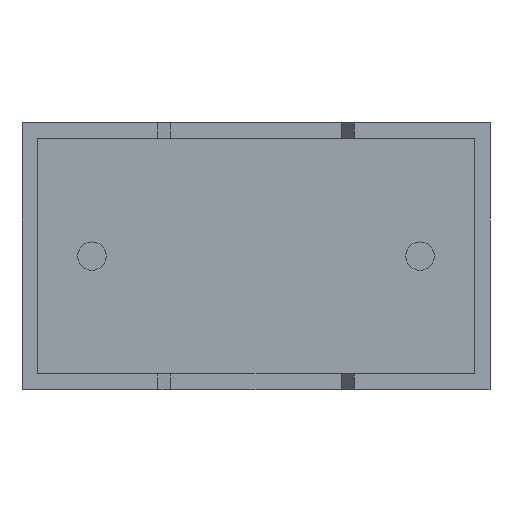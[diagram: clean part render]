
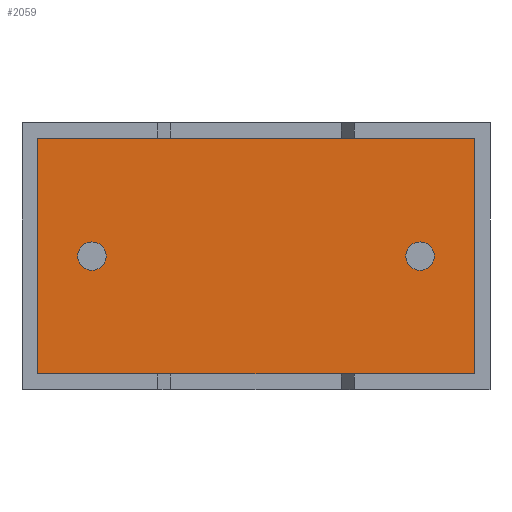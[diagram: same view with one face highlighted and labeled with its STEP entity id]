
A CAD part, front view. The second image highlights one B-rep face of the part: STEP entity #2059.
In plain terms, the highlighted planar face has unit normal (0, -1, 0).
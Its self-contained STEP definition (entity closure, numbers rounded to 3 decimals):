
#23 = CARTESIAN_POINT ( 'NONE',  ( 9.1, 0.75, 3.05 ) ) ;
#72 = FACE_BOUND ( 'NONE', #506, .T. ) ;
#100 = CARTESIAN_POINT ( 'NONE',  ( 0., 0.75, 0. ) ) ;
#117 = CIRCLE ( 'NONE', #531, 0.325 ) ;
#134 = EDGE_CURVE ( 'NONE', #2500, #367, #449, .T. ) ;
#150 = LINE ( 'NONE', #1096, #1207 ) ;
#299 = FACE_OUTER_BOUND ( 'NONE', #2949, .T. ) ;
#367 = VERTEX_POINT ( 'NONE', #1290 ) ;
#377 = AXIS2_PLACEMENT_3D ( 'NONE', #1755, #2724, #1979 ) ;
#390 = DIRECTION ( 'NONE',  ( 0., 0., -1. ) ) ;
#449 = LINE ( 'NONE', #2780, #1580 ) ;
#506 = EDGE_LOOP ( 'NONE', ( #1581, #586 ) ) ;
#531 = AXIS2_PLACEMENT_3D ( 'NONE', #23, #1910, #536 ) ;
#536 = DIRECTION ( 'NONE',  ( 0., 0., -1. ) ) ;
#586 = ORIENTED_EDGE ( 'NONE', *, *, #2473, .F. ) ;
#644 = CARTESIAN_POINT ( 'NONE',  ( 9.1, 0.75, 2.725 ) ) ;
#678 = LINE ( 'NONE', #888, #1256 ) ;
#688 = DIRECTION ( 'NONE',  ( 0., 0., 1. ) ) ;
#720 = VERTEX_POINT ( 'NONE', #2270 ) ;
#743 = ORIENTED_EDGE ( 'NONE', *, *, #134, .T. ) ;
#772 = EDGE_CURVE ( 'NONE', #2086, #720, #678, .T. ) ;
#791 = DIRECTION ( 'NONE',  ( -1., 0., 0. ) ) ;
#888 = CARTESIAN_POINT ( 'NONE',  ( 0.357, 0.75, 5.743 ) ) ;
#920 = DIRECTION ( 'NONE',  ( 0., 0., -1. ) ) ;
#979 = EDGE_LOOP ( 'NONE', ( #1994, #1789 ) ) ;
#982 = DIRECTION ( 'NONE',  ( 1., 0., 0. ) ) ;
#1050 = CARTESIAN_POINT ( 'NONE',  ( 0.357, 0.75, 5.743 ) ) ;
#1096 = CARTESIAN_POINT ( 'NONE',  ( 10.343, 0.75, 5.743 ) ) ;
#1115 = AXIS2_PLACEMENT_3D ( 'NONE', #3019, #1604, #390 ) ;
#1127 = CARTESIAN_POINT ( 'NONE',  ( 1.6, 0.75, 3.375 ) ) ;
#1129 = DIRECTION ( 'NONE',  ( 0., 0., -1. ) ) ;
#1207 = VECTOR ( 'NONE', #791, 1000. ) ;
#1256 = VECTOR ( 'NONE', #1129, 1000. ) ;
#1271 = ORIENTED_EDGE ( 'NONE', *, *, #772, .T. ) ;
#1290 = CARTESIAN_POINT ( 'NONE',  ( 10.343, 0.75, 5.743 ) ) ;
#1298 = AXIS2_PLACEMENT_3D ( 'NONE', #2123, #2319, #920 ) ;
#1412 = CIRCLE ( 'NONE', #1115, 0.325 ) ;
#1457 = PLANE ( 'NONE',  #1848 ) ;
#1469 = EDGE_CURVE ( 'NONE', #1873, #1782, #2679, .T. ) ;
#1523 = VERTEX_POINT ( 'NONE', #2369 ) ;
#1580 = VECTOR ( 'NONE', #688, 1000. ) ;
#1581 = ORIENTED_EDGE ( 'NONE', *, *, #2549, .F. ) ;
#1604 = DIRECTION ( 'NONE',  ( 0., -1., 0. ) ) ;
#1692 = FACE_BOUND ( 'NONE', #979, .T. ) ;
#1708 = CIRCLE ( 'NONE', #377, 0.325 ) ;
#1736 = VERTEX_POINT ( 'NONE', #644 ) ;
#1755 = CARTESIAN_POINT ( 'NONE',  ( 9.1, 0.75, 3.05 ) ) ;
#1760 = DIRECTION ( 'NONE',  ( 0., 0., -1. ) ) ;
#1782 = VERTEX_POINT ( 'NONE', #2039 ) ;
#1789 = ORIENTED_EDGE ( 'NONE', *, *, #2577, .F. ) ;
#1792 = DIRECTION ( 'NONE',  ( 0., -1., 0. ) ) ;
#1848 = AXIS2_PLACEMENT_3D ( 'NONE', #100, #1792, #1760 ) ;
#1873 = VERTEX_POINT ( 'NONE', #1127 ) ;
#1910 = DIRECTION ( 'NONE',  ( 0., -1., 0. ) ) ;
#1979 = DIRECTION ( 'NONE',  ( 0., 0., -1. ) ) ;
#1994 = ORIENTED_EDGE ( 'NONE', *, *, #1469, .F. ) ;
#2039 = CARTESIAN_POINT ( 'NONE',  ( 1.6, 0.75, 2.725 ) ) ;
#2059 = ADVANCED_FACE ( 'NONE', ( #72, #299, #1692 ), #1457, .T. ) ;
#2086 = VERTEX_POINT ( 'NONE', #1050 ) ;
#2123 = CARTESIAN_POINT ( 'NONE',  ( 1.6, 0.75, 3.05 ) ) ;
#2167 = EDGE_CURVE ( 'NONE', #367, #2086, #150, .T. ) ;
#2180 = CARTESIAN_POINT ( 'NONE',  ( 10.343, 0.75, 0.357 ) ) ;
#2195 = LINE ( 'NONE', #2208, #2995 ) ;
#2208 = CARTESIAN_POINT ( 'NONE',  ( 0.357, 0.75, 0.357 ) ) ;
#2270 = CARTESIAN_POINT ( 'NONE',  ( 0.357, 0.75, 0.357 ) ) ;
#2286 = ORIENTED_EDGE ( 'NONE', *, *, #2167, .T. ) ;
#2319 = DIRECTION ( 'NONE',  ( 0., -1., 0. ) ) ;
#2369 = CARTESIAN_POINT ( 'NONE',  ( 9.1, 0.75, 3.375 ) ) ;
#2473 = EDGE_CURVE ( 'NONE', #1736, #1523, #117, .T. ) ;
#2500 = VERTEX_POINT ( 'NONE', #2180 ) ;
#2549 = EDGE_CURVE ( 'NONE', #1523, #1736, #1708, .T. ) ;
#2577 = EDGE_CURVE ( 'NONE', #1782, #1873, #1412, .T. ) ;
#2679 = CIRCLE ( 'NONE', #1298, 0.325 ) ;
#2724 = DIRECTION ( 'NONE',  ( 0., -1., 0. ) ) ;
#2780 = CARTESIAN_POINT ( 'NONE',  ( 10.343, 0.75, 0.357 ) ) ;
#2949 = EDGE_LOOP ( 'NONE', ( #1271, #2990, #743, #2286 ) ) ;
#2990 = ORIENTED_EDGE ( 'NONE', *, *, #3060, .T. ) ;
#2995 = VECTOR ( 'NONE', #982, 1000. ) ;
#3019 = CARTESIAN_POINT ( 'NONE',  ( 1.6, 0.75, 3.05 ) ) ;
#3060 = EDGE_CURVE ( 'NONE', #720, #2500, #2195, .T. ) ;
